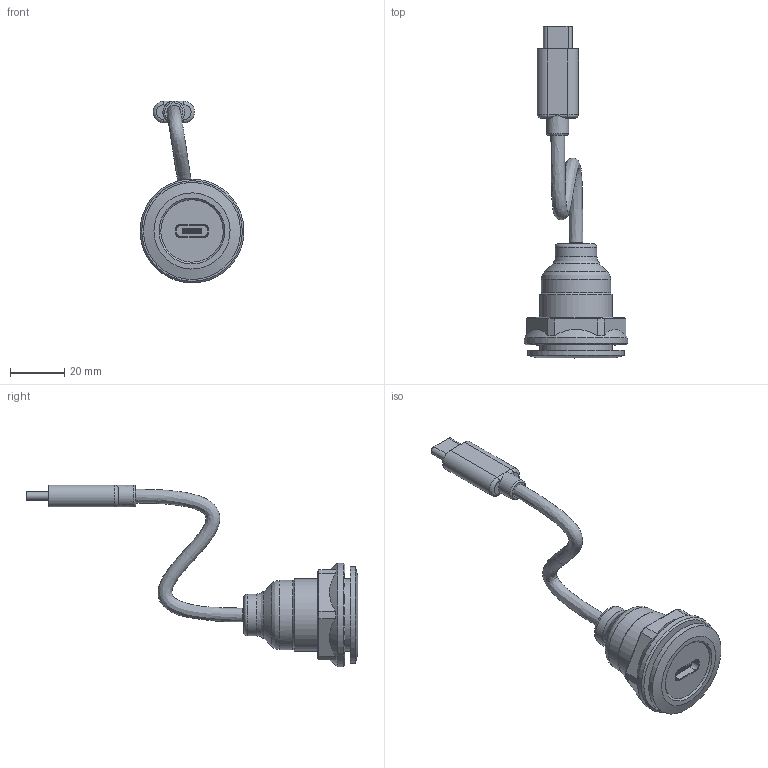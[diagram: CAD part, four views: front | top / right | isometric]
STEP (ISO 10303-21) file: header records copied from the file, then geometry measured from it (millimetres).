
FILE_DESCRIPTION(('FreeCAD Model'),'2;1');
FILE_NAME('Open CASCADE Shape Model','2025-05-05T04:39:38',('FreeCAD'),( 'FreeCAD'),'Open CASCADE STEP processor 7.6','FreeCAD','Unknown');
FILE_SCHEMA(('AUTOMOTIVE_DESIGN { 1 0 10303 214 1 1 1 1 }'));
Length unit declared in the file: millimetre
Products named in the file (1): Open CASCADE STEP translator 7.6 1
Bounding box: 38.31 x 122.4 x 67.04 mm (x, y, z)
Volume: 30816.5 mm3; surface area: 13841.6 mm2
Topology: 18 solids, 18 shells, 200 faces, 452 edges, 291 vertices
Faces by surface type: bspline 200
Entity records: 6070 total; most frequent: CARTESIAN_POINT 3261, ORIENTED_EDGE 904, EDGE_CURVE 452, B_SPLINE_CURVE_WITH_KNOTS 350, VERTEX_POINT 291, FACE_BOUND 209, EDGE_LOOP 209, ADVANCED_FACE 200
